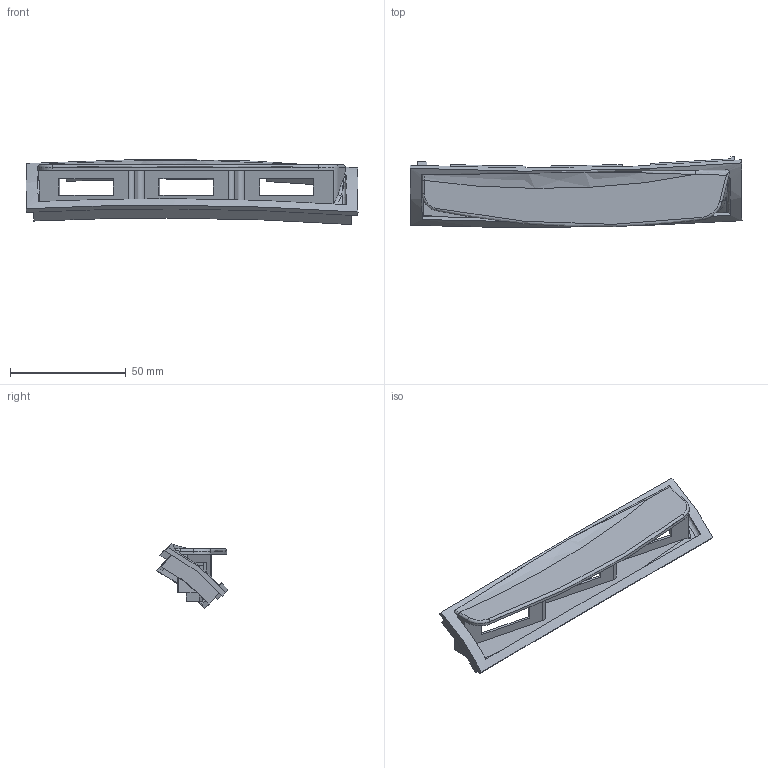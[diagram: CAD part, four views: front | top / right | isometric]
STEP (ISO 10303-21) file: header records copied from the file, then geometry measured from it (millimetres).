
FILE_DESCRIPTION (( 'STEP AP214' ), '1' );
FILE_NAME ('Head_Unit.STEP', '2022-10-16T00:52:59', ( '' ), ( '' ), 'SwSTEP 2.0', 'SolidWorks 2020', '' );
FILE_SCHEMA (( 'AUTOMOTIVE_DESIGN' ));
Length unit declared in the file: inch
Products named in the file (1): Head_Unit
Bounding box: 143.33 x 30.46 x 28.12 mm (x, y, z)
Volume: 19947.6 mm3; surface area: 20639.2 mm2
Topology: 1 solids, 1 shells, 269 faces, 791 edges, 519 vertices
Faces by surface type: plane 213, bspline 31, cylinder 17, cone 6, torus 2
Entity records: 11449 total; most frequent: CARTESIAN_POINT 4630, ORIENTED_EDGE 1566, DIRECTION 1157, EDGE_CURVE 783, VECTOR 607, LINE 607, VERTEX_POINT 519, EDGE_LOOP 280
